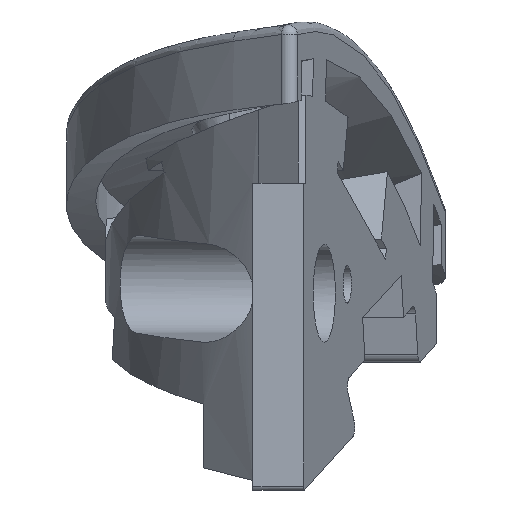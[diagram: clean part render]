
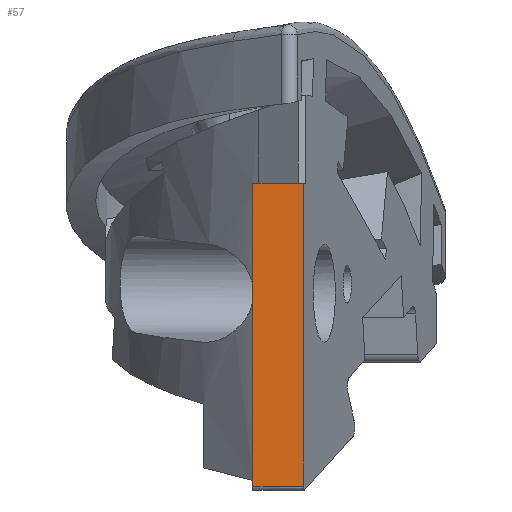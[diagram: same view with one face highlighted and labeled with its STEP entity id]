
A CAD part, left-side view. The second image highlights one B-rep face of the part: STEP entity #57.
In plain terms, the highlighted planar face has unit normal (-1, 0, 0).
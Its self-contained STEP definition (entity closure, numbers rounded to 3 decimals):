
#3 = LINE ( 'NONE', #495, #1277 ) ;
#57 = ADVANCED_FACE ( 'NONE', ( #2144 ), #1004, .T. ) ;
#84 = LINE ( 'NONE', #1240, #3664 ) ;
#138 = CARTESIAN_POINT ( 'NONE',  ( 60.765, -3.794, 65.56 ) ) ;
#171 = EDGE_CURVE ( 'NONE', #1660, #1305, #84, .T. ) ;
#193 = DIRECTION ( 'NONE',  ( 0., 1., 0. ) ) ;
#268 = CARTESIAN_POINT ( 'NONE',  ( 60.765, -3.794, 81. ) ) ;
#495 = CARTESIAN_POINT ( 'NONE',  ( 60.765, -1.2, 81. ) ) ;
#798 = CARTESIAN_POINT ( 'NONE',  ( 60.765, -1.2, 65.56 ) ) ;
#891 = ORIENTED_EDGE ( 'NONE', *, *, #3343, .T. ) ;
#982 = DIRECTION ( 'NONE',  ( 0., -1., 0. ) ) ;
#1004 = PLANE ( 'NONE',  #3004 ) ;
#1035 = EDGE_CURVE ( 'NONE', #3112, #1622, #3, .T. ) ;
#1200 = DIRECTION ( 'NONE',  ( -1., 0., 0. ) ) ;
#1240 = CARTESIAN_POINT ( 'NONE',  ( 60.765, -3.794, 81. ) ) ;
#1277 = VECTOR ( 'NONE', #1713, 1000. ) ;
#1286 = EDGE_CURVE ( 'NONE', #3112, #1305, #3011, .T. ) ;
#1305 = VERTEX_POINT ( 'NONE', #138 ) ;
#1484 = DIRECTION ( 'NONE',  ( 0., 0., -1. ) ) ;
#1622 = VERTEX_POINT ( 'NONE', #2175 ) ;
#1660 = VERTEX_POINT ( 'NONE', #268 ) ;
#1713 = DIRECTION ( 'NONE',  ( 0., 0., 1. ) ) ;
#1819 = DIRECTION ( 'NONE',  ( 0., 0., 1. ) ) ;
#1824 = ORIENTED_EDGE ( 'NONE', *, *, #171, .F. ) ;
#1879 = VECTOR ( 'NONE', #982, 1000. ) ;
#2144 = FACE_OUTER_BOUND ( 'NONE', #2596, .T. ) ;
#2175 = CARTESIAN_POINT ( 'NONE',  ( 60.765, -1.2, 81. ) ) ;
#2375 = ORIENTED_EDGE ( 'NONE', *, *, #1035, .F. ) ;
#2596 = EDGE_LOOP ( 'NONE', ( #2375, #2751, #1824, #891 ) ) ;
#2751 = ORIENTED_EDGE ( 'NONE', *, *, #1286, .T. ) ;
#2899 = CARTESIAN_POINT ( 'NONE',  ( 60.765, -20.322, 81. ) ) ;
#3004 = AXIS2_PLACEMENT_3D ( 'NONE', #2899, #1200, #1819 ) ;
#3011 = LINE ( 'NONE', #3529, #1879 ) ;
#3112 = VERTEX_POINT ( 'NONE', #798 ) ;
#3178 = VECTOR ( 'NONE', #193, 1000. ) ;
#3271 = LINE ( 'NONE', #3581, #3178 ) ;
#3343 = EDGE_CURVE ( 'NONE', #1660, #1622, #3271, .T. ) ;
#3529 = CARTESIAN_POINT ( 'NONE',  ( 60.765, -3.794, 65.56 ) ) ;
#3581 = CARTESIAN_POINT ( 'NONE',  ( 60.765, -20.322, 81. ) ) ;
#3664 = VECTOR ( 'NONE', #1484, 1000. ) ;
